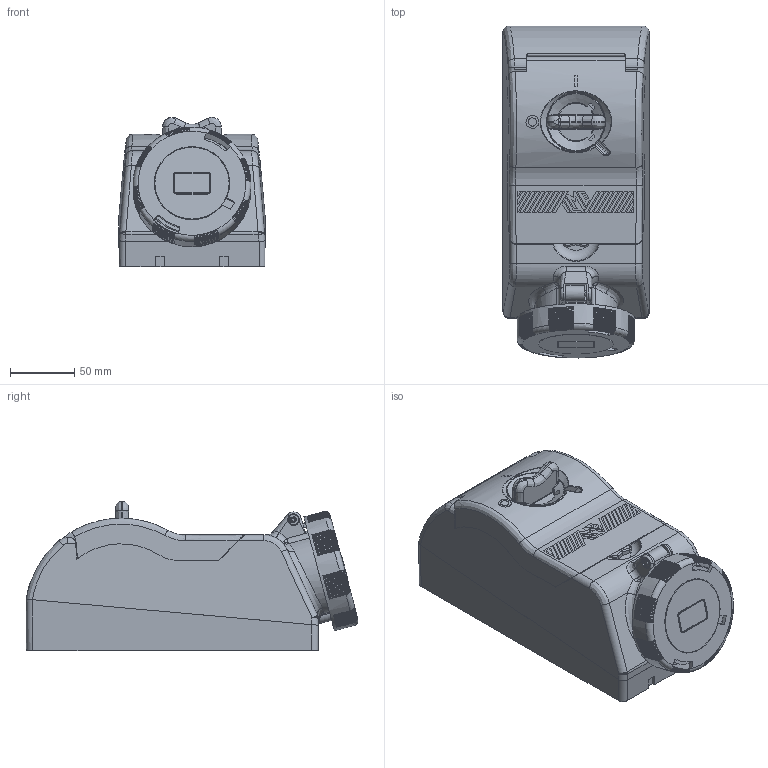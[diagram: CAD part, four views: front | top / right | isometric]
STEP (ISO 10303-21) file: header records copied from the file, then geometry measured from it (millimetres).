
FILE_DESCRIPTION(('Creo Elements/Direct Modeling STEP Export'),'2;1');
FILE_NAME('KI_3264_EB6.stp','2014-07-29T13:24:01',(''),(''),'Creo Elements/Direct Modeling STEP processor for AP214 (Solid Model)','Creo Elements/Direct Modeling 18.0B 02-Dec-2011 (C) Parametric Technology GmbH','');
FILE_SCHEMA(('AUTOMOTIVE_DESIGN { 1 0 10303 214 1 1 1 1 }'));
Products named in the file (3): COPERCHIETTO_3264; CORPO_KI_3264_EB6-IB6; KI_3264_EB6
Assembly tree (2 placements, depth 2):
  KI_3264_EB6
    CORPO_KI_3264_EB6-IB6
    COPERCHIETTO_3264
Bounding box: 114.01 x 258.96 x 116.39 mm (x, y, z)
Volume: 2258944.7 mm3; surface area: 210626.4 mm2
Topology: 2 solids, 2 shells, 2599 faces, 7273 edges, 4545 vertices
Faces by surface type: plane 1592, torus 418, cylinder 413, bspline 146, cone 23, extrusion 7
Entity records: 148322 total; most frequent: CARTESIAN_POINT 72798, ORIENTED_EDGE 14118, DIRECTION 11540, EDGE_CURVE 7059, VERTEX_POINT 4545, VECTOR 4348, LINE 4341, AXIS2_PLACEMENT_3D 3596
